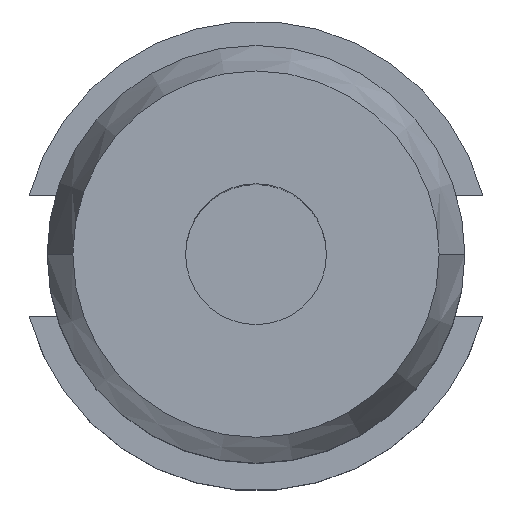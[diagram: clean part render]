
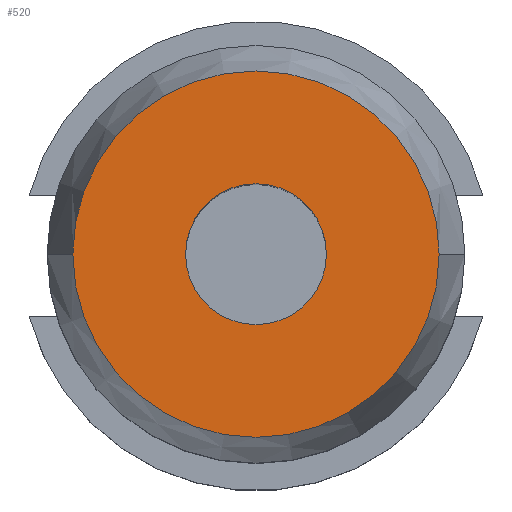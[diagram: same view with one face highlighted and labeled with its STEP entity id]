
A CAD part, top view. The second image highlights one B-rep face of the part: STEP entity #520.
In plain terms, the highlighted planar face has unit normal (0, 0, 1).
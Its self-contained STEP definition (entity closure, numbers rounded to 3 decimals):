
#1 = CARTESIAN_POINT ( 'NONE',  ( 0., 0., 152.4 ) ) ;
#48 = CARTESIAN_POINT ( 'NONE',  ( -24.77, 0., 152.4 ) ) ;
#55 = DIRECTION ( 'NONE',  ( 0., 0., 1. ) ) ;
#144 = AXIS2_PLACEMENT_3D ( 'NONE', #854, #991, #194 ) ;
#146 = FACE_BOUND ( 'NONE', #737, .T. ) ;
#194 = DIRECTION ( 'NONE',  ( -1., 0., 0. ) ) ;
#218 = CARTESIAN_POINT ( 'NONE',  ( 24.77, 0., 152.4 ) ) ;
#240 = VERTEX_POINT ( 'NONE', #248 ) ;
#248 = CARTESIAN_POINT ( 'NONE',  ( 9.525, 0., 152.4 ) ) ;
#362 = EDGE_CURVE ( 'NONE', #433, #653, #1192, .T. ) ;
#390 = AXIS2_PLACEMENT_3D ( 'NONE', #1525, #1657, #1538 ) ;
#433 = VERTEX_POINT ( 'NONE', #48 ) ;
#464 = AXIS2_PLACEMENT_3D ( 'NONE', #1117, #1224, #604 ) ;
#497 = EDGE_LOOP ( 'NONE', ( #1255, #879 ) ) ;
#520 = ADVANCED_FACE ( 'NONE', ( #146, #741 ), #730, .T. ) ;
#579 = CIRCLE ( 'NONE', #144, 24.77 ) ;
#580 = DIRECTION ( 'NONE',  ( -1., 0., 0. ) ) ;
#604 = DIRECTION ( 'NONE',  ( -1., 0., 0. ) ) ;
#653 = VERTEX_POINT ( 'NONE', #218 ) ;
#665 = EDGE_CURVE ( 'NONE', #1413, #240, #1142, .T. ) ;
#730 = PLANE ( 'NONE',  #1633 ) ;
#737 = EDGE_LOOP ( 'NONE', ( #1282, #988 ) ) ;
#738 = AXIS2_PLACEMENT_3D ( 'NONE', #1, #1641, #580 ) ;
#741 = FACE_OUTER_BOUND ( 'NONE', #497, .T. ) ;
#744 = CARTESIAN_POINT ( 'NONE',  ( 0., 24.77, 152.4 ) ) ;
#854 = CARTESIAN_POINT ( 'NONE',  ( 0., 0., 152.4 ) ) ;
#879 = ORIENTED_EDGE ( 'NONE', *, *, #1242, .F. ) ;
#916 = CARTESIAN_POINT ( 'NONE',  ( -9.525, 0., 152.4 ) ) ;
#988 = ORIENTED_EDGE ( 'NONE', *, *, #1758, .T. ) ;
#991 = DIRECTION ( 'NONE',  ( 0., 0., -1. ) ) ;
#1117 = CARTESIAN_POINT ( 'NONE',  ( 0., 0., 152.4 ) ) ;
#1142 = CIRCLE ( 'NONE', #738, 9.525 ) ;
#1192 = CIRCLE ( 'NONE', #390, 24.77 ) ;
#1224 = DIRECTION ( 'NONE',  ( 0., 0., -1. ) ) ;
#1242 = EDGE_CURVE ( 'NONE', #653, #433, #579, .T. ) ;
#1255 = ORIENTED_EDGE ( 'NONE', *, *, #362, .F. ) ;
#1282 = ORIENTED_EDGE ( 'NONE', *, *, #665, .T. ) ;
#1283 = DIRECTION ( 'NONE',  ( 1., 0., 0. ) ) ;
#1413 = VERTEX_POINT ( 'NONE', #916 ) ;
#1525 = CARTESIAN_POINT ( 'NONE',  ( 0., 0., 152.4 ) ) ;
#1538 = DIRECTION ( 'NONE',  ( -1., 0., 0. ) ) ;
#1585 = CIRCLE ( 'NONE', #464, 9.525 ) ;
#1633 = AXIS2_PLACEMENT_3D ( 'NONE', #744, #55, #1283 ) ;
#1641 = DIRECTION ( 'NONE',  ( 0., 0., -1. ) ) ;
#1657 = DIRECTION ( 'NONE',  ( 0., 0., -1. ) ) ;
#1758 = EDGE_CURVE ( 'NONE', #240, #1413, #1585, .T. ) ;
